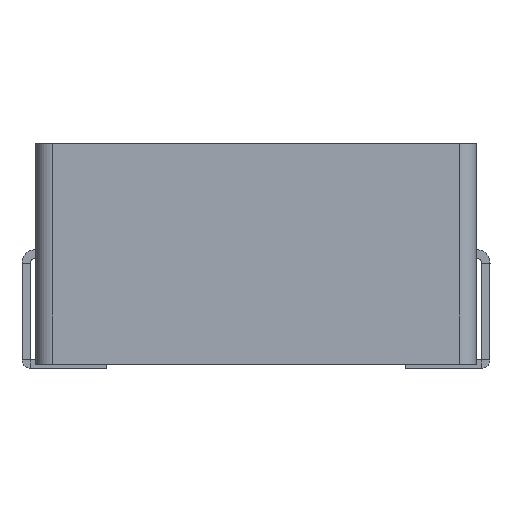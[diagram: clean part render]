
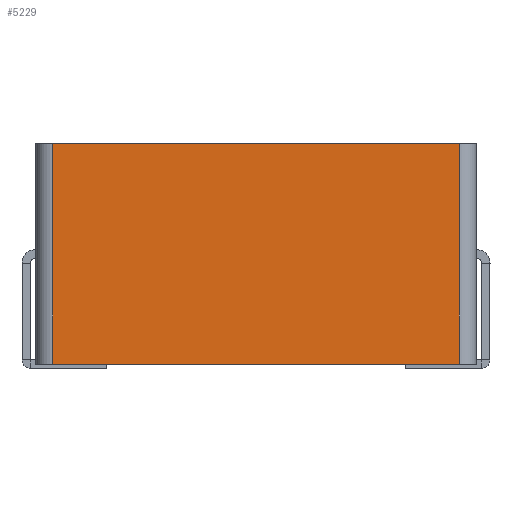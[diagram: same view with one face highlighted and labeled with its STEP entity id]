
A CAD part, front view. The second image highlights one B-rep face of the part: STEP entity #5229.
In plain terms, the highlighted planar face has unit normal (0, -1, 0).
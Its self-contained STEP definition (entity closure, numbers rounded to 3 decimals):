
#70 = EDGE_CURVE ( 'NONE', #2073, #18215, #10875, .T. ) ;
#1573 = EDGE_LOOP ( 'NONE', ( #1942, #15316, #4059, #11140 ) ) ;
#1942 = ORIENTED_EDGE ( 'NONE', *, *, #19147, .T. ) ;
#2004 = LINE ( 'NONE', #3745, #10644 ) ;
#2073 = VERTEX_POINT ( 'NONE', #3499 ) ;
#2402 = CARTESIAN_POINT ( 'NONE',  ( 6., -6.3, 6.6 ) ) ;
#2639 = VERTEX_POINT ( 'NONE', #11984 ) ;
#3073 = VERTEX_POINT ( 'NONE', #9476 ) ;
#3499 = CARTESIAN_POINT ( 'NONE',  ( -6., -6.3, 6.6 ) ) ;
#3745 = CARTESIAN_POINT ( 'NONE',  ( -6.5, -6.3, 0.1 ) ) ;
#4059 = ORIENTED_EDGE ( 'NONE', *, *, #70, .F. ) ;
#4577 = FACE_OUTER_BOUND ( 'NONE', #1573, .T. ) ;
#5229 = ADVANCED_FACE ( 'NONE', ( #4577 ), #10502, .F. ) ;
#6969 = VECTOR ( 'NONE', #15161, 1000. ) ;
#7023 = VECTOR ( 'NONE', #9411, 1000. ) ;
#9223 = DIRECTION ( 'NONE',  ( 0., 1., 0. ) ) ;
#9279 = CARTESIAN_POINT ( 'NONE',  ( 6., -6.3, 6.6 ) ) ;
#9411 = DIRECTION ( 'NONE',  ( 1., 0., 0. ) ) ;
#9476 = CARTESIAN_POINT ( 'NONE',  ( -6., -6.3, 0.1 ) ) ;
#9653 = DIRECTION ( 'NONE',  ( 1., 0., 0. ) ) ;
#10502 = PLANE ( 'NONE',  #13020 ) ;
#10644 = VECTOR ( 'NONE', #9653, 1000. ) ;
#10875 = LINE ( 'NONE', #12241, #7023 ) ;
#10895 = CARTESIAN_POINT ( 'NONE',  ( -6.5, -6.3, 6.6 ) ) ;
#11140 = ORIENTED_EDGE ( 'NONE', *, *, #13220, .T. ) ;
#11355 = CARTESIAN_POINT ( 'NONE',  ( -6., -6.3, 6.6 ) ) ;
#11984 = CARTESIAN_POINT ( 'NONE',  ( 6., -6.3, 0.1 ) ) ;
#12241 = CARTESIAN_POINT ( 'NONE',  ( -6.5, -6.3, 6.6 ) ) ;
#13020 = AXIS2_PLACEMENT_3D ( 'NONE', #10895, #9223, #16899 ) ;
#13220 = EDGE_CURVE ( 'NONE', #2073, #3073, #14206, .T. ) ;
#13769 = VECTOR ( 'NONE', #15676, 1000. ) ;
#14206 = LINE ( 'NONE', #11355, #13769 ) ;
#14593 = EDGE_CURVE ( 'NONE', #2639, #18215, #16855, .T. ) ;
#15161 = DIRECTION ( 'NONE',  ( 0., 0., 1. ) ) ;
#15316 = ORIENTED_EDGE ( 'NONE', *, *, #14593, .T. ) ;
#15676 = DIRECTION ( 'NONE',  ( 0., 0., -1. ) ) ;
#16855 = LINE ( 'NONE', #9279, #6969 ) ;
#16899 = DIRECTION ( 'NONE',  ( 0., 0., 1. ) ) ;
#18215 = VERTEX_POINT ( 'NONE', #2402 ) ;
#19147 = EDGE_CURVE ( 'NONE', #3073, #2639, #2004, .T. ) ;
